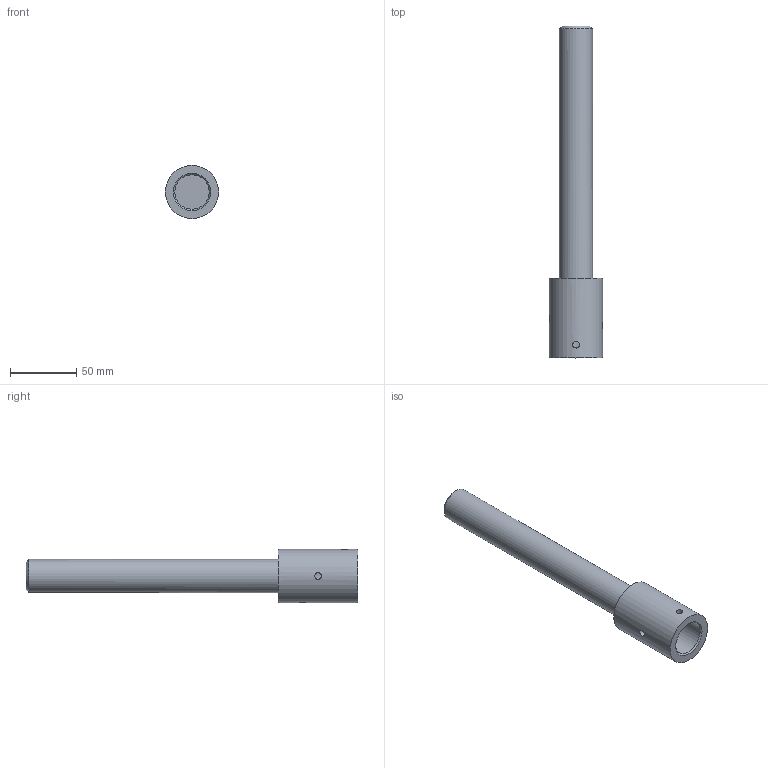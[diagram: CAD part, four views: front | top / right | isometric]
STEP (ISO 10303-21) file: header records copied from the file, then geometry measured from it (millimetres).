
FILE_DESCRIPTION(/* description */ (''),/* implementation_level */ '2;1');
FILE_NAME(/* name */ 'Adaptation.step',/* time_stamp */ '2021-05-09T01:41:49+02:00',/* author */ (''),/* organization */ (''),/* preprocessor_version */ 'ST-DEVELOPER v18.1',/* originating_system */ 'Autodesk Translation Framework v10.6.0.1341',/* authorisation */ '');
FILE_SCHEMA (('AUTOMOTIVE_DESIGN { 1 0 10303 214 3 1 1 }'));
Length unit declared in the file: millimetre
Products named in the file (1): Sans nom
Bounding box: 40 x 250 x 40 mm (x, y, z)
Volume: 141636 mm3; surface area: 29510.4 mm2
Topology: 1 solids, 1 shells, 17 faces, 51 edges, 36 vertices
Faces by surface type: plane 8, cylinder 7, cone 2
Full cylindrical faces by diameter (mm): 5.035 x4, 24.99 x1, 26 x1, 40 x1
Entity records: 871 total; most frequent: CARTESIAN_POINT 385, ORIENTED_EDGE 102, DIRECTION 78, EDGE_CURVE 51, VERTEX_POINT 36, AXIS2_PLACEMENT_3D 29, EDGE_LOOP 25, LINE 20
